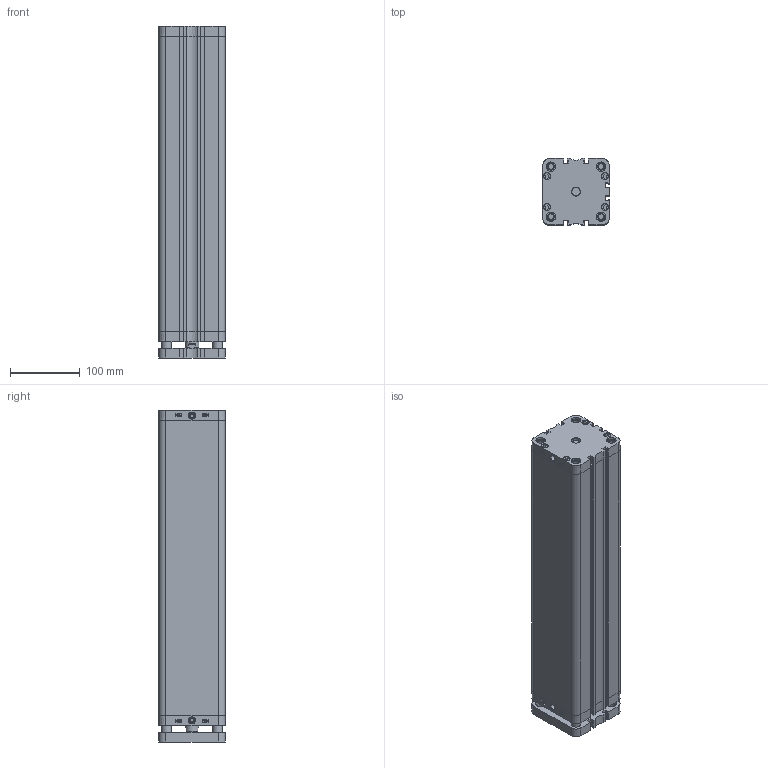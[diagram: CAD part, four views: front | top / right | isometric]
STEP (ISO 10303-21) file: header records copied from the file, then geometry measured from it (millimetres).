
FILE_DESCRIPTION(/* description */ ('Unknown'),/* implementation_level */ '2;1');
FILE_NAME(/* name */ 'ZINT 80_400',/* time_stamp */ '2024-11-13T08:45:22+01:00',/* author */ ('Unknown'),/* organization */ ('Unknown'),/* preprocessor_version */ 'ST-DEVELOPER v16.7',/* originating_system */ 'Solid Edge',/* authorisation */ 'Unknown');
FILE_SCHEMA (('AUTOMOTIVE_DESIGN {1 0 10303 214 3 1 1}'));
Length unit declared in the file: millimetre
Products named in the file (7): ZINT 80_400; Führungsstange; Profilrohr; Platte; Kolbenstange; Kit_2; Kit_1
Assembly tree (7 placements, depth 2):
  ZINT 80_400
    Führungsstange  x2
    Profilrohr
    Platte
    Kolbenstange
    Kit_2
    Kit_1
Bounding box: 95.5 x 95.5 x 477 mm (x, y, z)
Volume: 2308782.8 mm3; surface area: 472430.5 mm2
Topology: 7 solids, 9 shells, 942 faces, 2507 edges, 1658 vertices
Faces by surface type: plane 433, cylinder 286, bspline 122, cone 78, torus 23
Full cylindrical faces by diameter (mm): 5 x2, 6.647 x4, 8 x2, 8.376 x6, 8.566 x2, 9.1 x2, 9.8 x8, 10.106 x1, 10.3 x8, 12 x1, 13 x2, 13.5 x8, 14 x4, 16 x2, 18 x1, 20 x1, 20.6 x1, 21.9 x1, 23 x1, 24.8 x1, 25 x1, 28 x1, 80 x2
Entity records: 34775 total; most frequent: CARTESIAN_POINT 6790, ORIENTED_EDGE 4608, DIRECTION 4336, EDGE_CURVE 2304, VERTEX_POINT 1605, AXIS2_PLACEMENT_3D 1490, LINE 1356, VECTOR 1356
